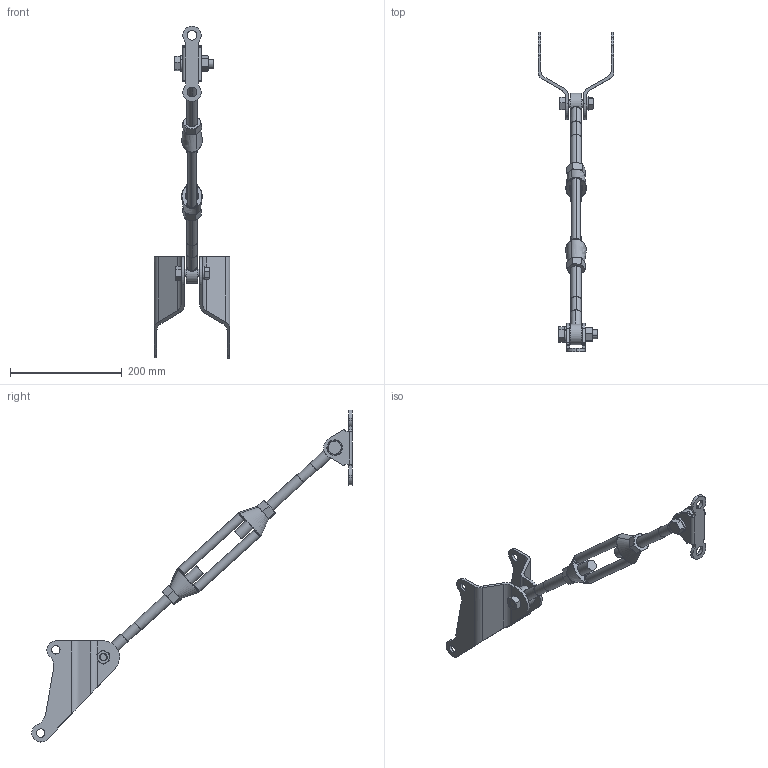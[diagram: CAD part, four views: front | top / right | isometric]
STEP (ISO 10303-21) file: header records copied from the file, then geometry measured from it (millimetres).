
FILE_DESCRIPTION (( 'STEP AP214' ), '1' );
FILE_NAME ('SMR5-TARM.STEP', '2017-06-26T20:23:47', ( '' ), ( '' ), 'SwSTEP 2.0', 'SolidWorks 2017', '' );
FILE_SCHEMA (( 'AUTOMOTIVE_DESIGN' ));
Length unit declared in the file: inch
Products named in the file (6): SMR5-TARM; SMR5-TA_5; SMR5-TA_4; SMR5-TA_3; SMR5-TA_2; SMR5-TA_1
Assembly tree (5 placements, depth 2):
  SMR5-TARM
    SMR5-TA_1
    SMR5-TA_2
    SMR5-TA_3
    SMR5-TA_4
    SMR5-TA_5
Bounding box: 136 x 573.37 x 594.27 mm (x, y, z)
Volume: 521414.8 mm3; surface area: 181460.4 mm2
Topology: 15 solids, 15 shells, 334 faces, 830 edges, 531 vertices
Faces by surface type: plane 131, cylinder 122, cone 49, bspline 32
Entity records: 20377 total; most frequent: CARTESIAN_POINT 7816, ORIENTED_EDGE 1660, DIRECTION 1589, EDGE_CURVE 830, AXIS2_PLACEMENT_3D 613, VERTEX_POINT 531, EDGE_LOOP 379, VECTOR 363
